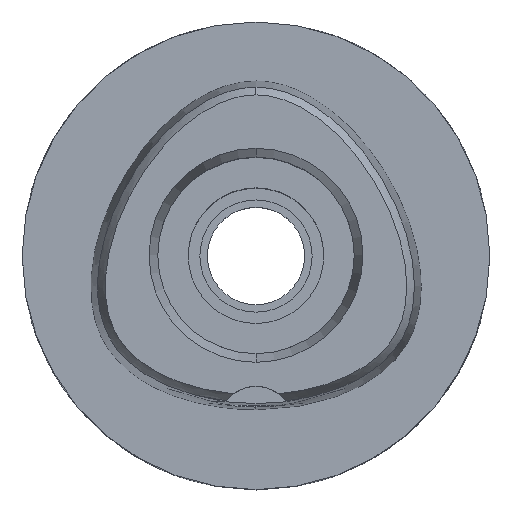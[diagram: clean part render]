
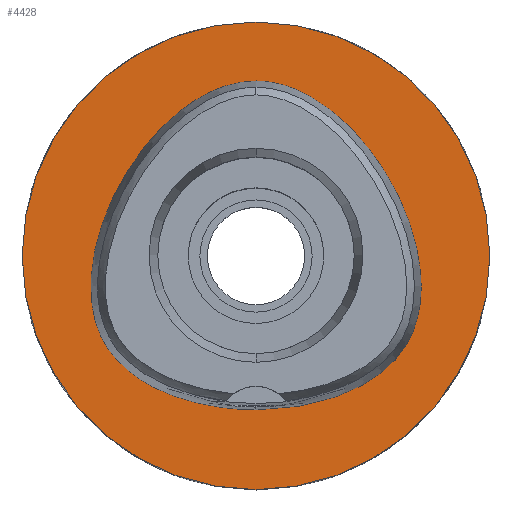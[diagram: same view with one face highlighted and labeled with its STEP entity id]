
A CAD part, top view. The second image highlights one B-rep face of the part: STEP entity #4428.
In plain terms, the highlighted planar face has unit normal (0, 0, 1).
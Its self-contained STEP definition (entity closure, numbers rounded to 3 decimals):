
#113 = CARTESIAN_POINT ( 'NONE',  ( -4.729, 17.735, 0. ) ) ;
#145 = CARTESIAN_POINT ( 'NONE',  ( 0., 0., 0. ) ) ;
#172 = CARTESIAN_POINT ( 'NONE',  ( 0., 18.695, 0. ) ) ;
#249 = CARTESIAN_POINT ( 'NONE',  ( -16.206, -9.357, 0. ) ) ;
#257 = EDGE_CURVE ( 'NONE', #546, #3230, #1526, .T. ) ;
#277 = CARTESIAN_POINT ( 'NONE',  ( 0., -16.455, 0. ) ) ;
#300 = EDGE_CURVE ( 'NONE', #3230, #546, #1283, .T. ) ;
#393 = FACE_OUTER_BOUND ( 'NONE', #2321, .T. ) ;
#416 = CARTESIAN_POINT ( 'NONE',  ( 0., 18.695, 0. ) ) ;
#532 = CARTESIAN_POINT ( 'NONE',  ( 2.041, 18.55, 0. ) ) ;
#546 = VERTEX_POINT ( 'NONE', #416 ) ;
#558 = CARTESIAN_POINT ( 'NONE',  ( 17.165, -7.166, 0. ) ) ;
#583 = CARTESIAN_POINT ( 'NONE',  ( 17.564, -5.456, 0. ) ) ;
#611 = CARTESIAN_POINT ( 'NONE',  ( 8.947, -15.039, 0. ) ) ;
#635 = CARTESIAN_POINT ( 'NONE',  ( -16.517, 3.703, 0. ) ) ;
#901 = CARTESIAN_POINT ( 'NONE',  ( 0.68, 18.695, 0. ) ) ;
#975 = CARTESIAN_POINT ( 'NONE',  ( 0., -16.455, 0. ) ) ;
#1126 = PLANE ( 'NONE',  #2805 ) ;
#1129 = DIRECTION ( 'NONE',  ( 0., -1., 0. ) ) ;
#1154 = CARTESIAN_POINT ( 'NONE',  ( 0., 0., 0. ) ) ;
#1156 = DIRECTION ( 'NONE',  ( 0., 1., 0. ) ) ;
#1259 = CARTESIAN_POINT ( 'NONE',  ( 17.498, -0.229, 0. ) ) ;
#1283 = B_SPLINE_CURVE_WITH_KNOTS ( 'NONE', 3,
 ( #277, #3945, #2053, #611, #2731, #2079, #2843, #1748, #2409, #1286, #558, #583, #3232, #1259, #4327, #4236, #3178, #1304, #2027, #532, #901, #172 ),
 .UNSPECIFIED., .F., .F.,
 ( 4, 1, 1, 1, 1, 1, 1, 1, 1, 1, 1, 1, 1, 1, 1, 1, 1, 1, 1, 4 ),
 ( 0., 0.083, 0.167, 0.208, 0.25, 0.292, 0.312, 0.333, 0.354, 0.375, 0.417, 0.458, 0.5, 0.583, 0.667, 0.75, 0.833, 0.917, 0.958, 1. ),
 .UNSPECIFIED. ) ;
#1286 = CARTESIAN_POINT ( 'NONE',  ( 16.669, -8.446, 0. ) ) ;
#1304 = CARTESIAN_POINT ( 'NONE',  ( 7.968, 15.831, 0. ) ) ;
#1332 = CARTESIAN_POINT ( 'NONE',  ( -17.711, -3.269, 0. ) ) ;
#1526 = B_SPLINE_CURVE_WITH_KNOTS ( 'NONE', 3,
 ( #4173, #1942, #3427, #113, #1586, #1961, #1643, #635, #3546, #1332, #4303, #4639, #3206, #249, #3518, #2812, #1691, #4689, #1719, #3912, #4277, #975 ),
 .UNSPECIFIED., .F., .F.,
 ( 4, 1, 1, 1, 1, 1, 1, 1, 1, 1, 1, 1, 1, 1, 1, 1, 1, 1, 1, 4 ),
 ( 0., 0.042, 0.083, 0.167, 0.25, 0.333, 0.417, 0.5, 0.542, 0.583, 0.625, 0.646, 0.667, 0.688, 0.708, 0.75, 0.792, 0.833, 0.917, 1. ),
 .UNSPECIFIED. ) ;
#1586 = CARTESIAN_POINT ( 'NONE',  ( -7.968, 15.831, 0. ) ) ;
#1601 = CARTESIAN_POINT ( 'NONE',  ( 0., 0., 0. ) ) ;
#1643 = CARTESIAN_POINT ( 'NONE',  ( -14.38, 8.302, 0. ) ) ;
#1691 = CARTESIAN_POINT ( 'NONE',  ( -13.507, -12.483, 0. ) ) ;
#1719 = CARTESIAN_POINT ( 'NONE',  ( -8.947, -15.039, 0. ) ) ;
#1748 = CARTESIAN_POINT ( 'NONE',  ( 15.649, -10.213, 0. ) ) ;
#1942 = CARTESIAN_POINT ( 'NONE',  ( -0.68, 18.695, 0. ) ) ;
#1961 = CARTESIAN_POINT ( 'NONE',  ( -11.466, 12.452, 0. ) ) ;
#2027 = CARTESIAN_POINT ( 'NONE',  ( 4.729, 17.735, 0. ) ) ;
#2053 = CARTESIAN_POINT ( 'NONE',  ( 5.051, -16.156, 0. ) ) ;
#2079 = CARTESIAN_POINT ( 'NONE',  ( 13.507, -12.483, 0. ) ) ;
#2087 = ORIENTED_EDGE ( 'NONE', *, *, #300, .F. ) ;
#2321 = EDGE_LOOP ( 'NONE', ( #2496, #3713 ) ) ;
#2342 = CARTESIAN_POINT ( 'NONE',  ( 0., 25., 0. ) ) ;
#2409 = CARTESIAN_POINT ( 'NONE',  ( 16.206, -9.357, 0. ) ) ;
#2435 = CIRCLE ( 'NONE', #2678, 25. ) ;
#2496 = ORIENTED_EDGE ( 'NONE', *, *, #3361, .F. ) ;
#2516 = DIRECTION ( 'NONE',  ( 0., -1., 0. ) ) ;
#2587 = DIRECTION ( 'NONE',  ( 0., 0., -1. ) ) ;
#2596 = AXIS2_PLACEMENT_3D ( 'NONE', #145, #4448, #1129 ) ;
#2678 = AXIS2_PLACEMENT_3D ( 'NONE', #1601, #4096, #1156 ) ;
#2731 = CARTESIAN_POINT ( 'NONE',  ( 11.687, -13.704, 0. ) ) ;
#2805 = AXIS2_PLACEMENT_3D ( 'NONE', #1154, #2587, #2516 ) ;
#2812 = CARTESIAN_POINT ( 'NONE',  ( -14.788, -11.282, 0. ) ) ;
#2843 = CARTESIAN_POINT ( 'NONE',  ( 14.788, -11.282, 0. ) ) ;
#2879 = EDGE_LOOP ( 'NONE', ( #3095, #2087 ) ) ;
#3071 = CARTESIAN_POINT ( 'NONE',  ( 0., -25., 0. ) ) ;
#3095 = ORIENTED_EDGE ( 'NONE', *, *, #257, .F. ) ;
#3178 = CARTESIAN_POINT ( 'NONE',  ( 11.466, 12.452, 0. ) ) ;
#3206 = CARTESIAN_POINT ( 'NONE',  ( -16.669, -8.446, 0. ) ) ;
#3230 = VERTEX_POINT ( 'NONE', #4424 ) ;
#3232 = CARTESIAN_POINT ( 'NONE',  ( 17.711, -3.269, 0. ) ) ;
#3361 = EDGE_CURVE ( 'NONE', #3406, #3828, #2435, .T. ) ;
#3406 = VERTEX_POINT ( 'NONE', #2342 ) ;
#3427 = CARTESIAN_POINT ( 'NONE',  ( -2.041, 18.55, 0. ) ) ;
#3506 = EDGE_CURVE ( 'NONE', #3828, #3406, #3931, .T. ) ;
#3518 = CARTESIAN_POINT ( 'NONE',  ( -15.649, -10.213, 0. ) ) ;
#3546 = CARTESIAN_POINT ( 'NONE',  ( -17.498, -0.229, 0. ) ) ;
#3713 = ORIENTED_EDGE ( 'NONE', *, *, #3506, .F. ) ;
#3828 = VERTEX_POINT ( 'NONE', #3071 ) ;
#3912 = CARTESIAN_POINT ( 'NONE',  ( -5.051, -16.156, 0. ) ) ;
#3931 = CIRCLE ( 'NONE', #2596, 25. ) ;
#3945 = CARTESIAN_POINT ( 'NONE',  ( 1.684, -16.455, 0. ) ) ;
#4096 = DIRECTION ( 'NONE',  ( 0., 0., -1. ) ) ;
#4173 = CARTESIAN_POINT ( 'NONE',  ( 0., 18.695, 0. ) ) ;
#4236 = CARTESIAN_POINT ( 'NONE',  ( 14.38, 8.302, 0. ) ) ;
#4277 = CARTESIAN_POINT ( 'NONE',  ( -1.684, -16.455, 0. ) ) ;
#4303 = CARTESIAN_POINT ( 'NONE',  ( -17.564, -5.456, 0. ) ) ;
#4327 = CARTESIAN_POINT ( 'NONE',  ( 16.517, 3.703, 0. ) ) ;
#4424 = CARTESIAN_POINT ( 'NONE',  ( 0., -16.455, 0. ) ) ;
#4428 = ADVANCED_FACE ( 'NONE', ( #393, #4443 ), #1126, .F. ) ;
#4443 = FACE_BOUND ( 'NONE', #2879, .T. ) ;
#4448 = DIRECTION ( 'NONE',  ( 0., 0., -1. ) ) ;
#4639 = CARTESIAN_POINT ( 'NONE',  ( -17.165, -7.166, 0. ) ) ;
#4689 = CARTESIAN_POINT ( 'NONE',  ( -11.687, -13.704, 0. ) ) ;
